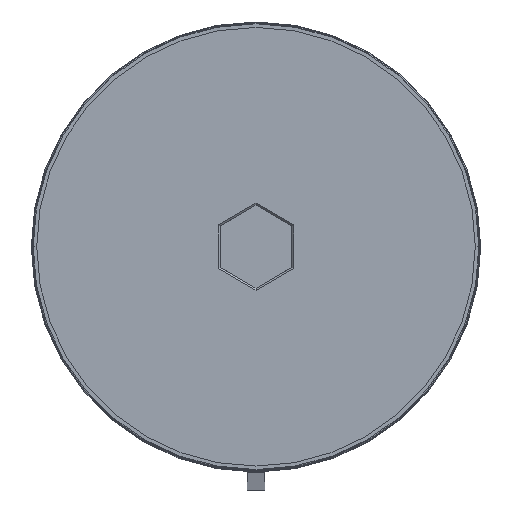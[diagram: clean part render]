
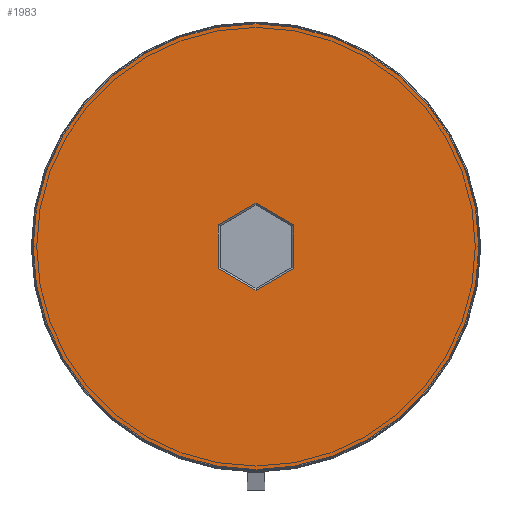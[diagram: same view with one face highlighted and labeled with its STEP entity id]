
A CAD part, top view. The second image highlights one B-rep face of the part: STEP entity #1983.
In plain terms, the highlighted planar face has unit normal (0, 0, 1).
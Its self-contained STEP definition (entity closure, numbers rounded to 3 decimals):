
#21 = LINE ( 'NONE', #1974, #436 ) ;
#39 = CARTESIAN_POINT ( 'NONE',  ( -0.05, 2.396, 0. ) ) ;
#66 = CARTESIAN_POINT ( 'NONE',  ( -2.1, 1.155, 0. ) ) ;
#76 = DIRECTION ( 'NONE',  ( 1., 0., 0. ) ) ;
#118 = EDGE_CURVE ( 'NONE', #1014, #1568, #129, .T. ) ;
#121 = CARTESIAN_POINT ( 'NONE',  ( -2.05, -1.241, 0. ) ) ;
#129 = CIRCLE ( 'NONE', #1595, 12.4 ) ;
#263 = LINE ( 'NONE', #891, #411 ) ;
#325 = ORIENTED_EDGE ( 'NONE', *, *, #2013, .T. ) ;
#361 = CARTESIAN_POINT ( 'NONE',  ( 0., 0., 0. ) ) ;
#367 = FACE_BOUND ( 'NONE', #500, .T. ) ;
#411 = VECTOR ( 'NONE', #443, 1000. ) ;
#415 = EDGE_LOOP ( 'NONE', ( #1513, #601 ) ) ;
#436 = VECTOR ( 'NONE', #486, 1000. ) ;
#443 = DIRECTION ( 'NONE',  ( 0., -1., 0. ) ) ;
#486 = DIRECTION ( 'NONE',  ( 0.866, -0.5, 0. ) ) ;
#489 = CARTESIAN_POINT ( 'NONE',  ( -2.1, -1.212, 0. ) ) ;
#500 = EDGE_LOOP ( 'NONE', ( #868, #2023, #325, #1865, #2043, #660 ) ) ;
#518 = EDGE_CURVE ( 'NONE', #2022, #555, #1709, .T. ) ;
#555 = VERTEX_POINT ( 'NONE', #489 ) ;
#575 = AXIS2_PLACEMENT_3D ( 'NONE', #361, #1688, #76 ) ;
#601 = ORIENTED_EDGE ( 'NONE', *, *, #118, .T. ) ;
#660 = ORIENTED_EDGE ( 'NONE', *, *, #2085, .T. ) ;
#674 = CARTESIAN_POINT ( 'NONE',  ( -2.1, 1.212, 0. ) ) ;
#679 = CARTESIAN_POINT ( 'NONE',  ( 0., 2.425, 0. ) ) ;
#698 = DIRECTION ( 'NONE',  ( 0., 1., 0. ) ) ;
#699 = DIRECTION ( 'NONE',  ( 1., 0., 0. ) ) ;
#710 = VECTOR ( 'NONE', #1090, 1000. ) ;
#745 = CARTESIAN_POINT ( 'NONE',  ( 0.05, -2.396, 0. ) ) ;
#751 = VERTEX_POINT ( 'NONE', #679 ) ;
#827 = PLANE ( 'NONE',  #1675 ) ;
#844 = CIRCLE ( 'NONE', #575, 12.4 ) ;
#868 = ORIENTED_EDGE ( 'NONE', *, *, #1350, .T. ) ;
#891 = CARTESIAN_POINT ( 'NONE',  ( 2.1, -1.155, 0. ) ) ;
#1005 = EDGE_CURVE ( 'NONE', #751, #1510, #21, .T. ) ;
#1014 = VERTEX_POINT ( 'NONE', #1171 ) ;
#1034 = DIRECTION ( 'NONE',  ( 0., 0., 1. ) ) ;
#1087 = EDGE_CURVE ( 'NONE', #1095, #751, #1660, .T. ) ;
#1090 = DIRECTION ( 'NONE',  ( -0.866, -0.5, 0. ) ) ;
#1095 = VERTEX_POINT ( 'NONE', #674 ) ;
#1112 = LINE ( 'NONE', #745, #710 ) ;
#1171 = CARTESIAN_POINT ( 'NONE',  ( -12.4, 0., 0. ) ) ;
#1201 = VECTOR ( 'NONE', #1308, 1000. ) ;
#1308 = DIRECTION ( 'NONE',  ( 0.866, 0.5, 0. ) ) ;
#1342 = CARTESIAN_POINT ( 'NONE',  ( 0., -2.425, 0. ) ) ;
#1350 = EDGE_CURVE ( 'NONE', #1682, #2022, #1112, .T. ) ;
#1510 = VERTEX_POINT ( 'NONE', #1930 ) ;
#1513 = ORIENTED_EDGE ( 'NONE', *, *, #1641, .T. ) ;
#1516 = LINE ( 'NONE', #66, #1944 ) ;
#1526 = DIRECTION ( 'NONE',  ( 0., 0., 1. ) ) ;
#1568 = VERTEX_POINT ( 'NONE', #1999 ) ;
#1595 = AXIS2_PLACEMENT_3D ( 'NONE', #1676, #1526, #699 ) ;
#1597 = VECTOR ( 'NONE', #1697, 1000. ) ;
#1641 = EDGE_CURVE ( 'NONE', #1568, #1014, #844, .T. ) ;
#1660 = LINE ( 'NONE', #39, #1201 ) ;
#1675 = AXIS2_PLACEMENT_3D ( 'NONE', #1822, #1034, #1695 ) ;
#1676 = CARTESIAN_POINT ( 'NONE',  ( 0., 0., 0. ) ) ;
#1682 = VERTEX_POINT ( 'NONE', #1854 ) ;
#1688 = DIRECTION ( 'NONE',  ( 0., 0., 1. ) ) ;
#1695 = DIRECTION ( 'NONE',  ( 1., 0., 0. ) ) ;
#1697 = DIRECTION ( 'NONE',  ( -0.866, 0.5, 0. ) ) ;
#1709 = LINE ( 'NONE', #121, #1597 ) ;
#1822 = CARTESIAN_POINT ( 'NONE',  ( 0., 0., 0. ) ) ;
#1854 = CARTESIAN_POINT ( 'NONE',  ( 2.1, -1.212, 0. ) ) ;
#1865 = ORIENTED_EDGE ( 'NONE', *, *, #1087, .T. ) ;
#1930 = CARTESIAN_POINT ( 'NONE',  ( 2.1, 1.212, 0. ) ) ;
#1944 = VECTOR ( 'NONE', #698, 1000. ) ;
#1965 = FACE_OUTER_BOUND ( 'NONE', #415, .T. ) ;
#1974 = CARTESIAN_POINT ( 'NONE',  ( 2.05, 1.241, 0. ) ) ;
#1983 = ADVANCED_FACE ( 'NONE', ( #1965, #367 ), #827, .T. ) ;
#1999 = CARTESIAN_POINT ( 'NONE',  ( 12.4, 0., 0. ) ) ;
#2013 = EDGE_CURVE ( 'NONE', #555, #1095, #1516, .T. ) ;
#2022 = VERTEX_POINT ( 'NONE', #1342 ) ;
#2023 = ORIENTED_EDGE ( 'NONE', *, *, #518, .T. ) ;
#2043 = ORIENTED_EDGE ( 'NONE', *, *, #1005, .T. ) ;
#2085 = EDGE_CURVE ( 'NONE', #1510, #1682, #263, .T. ) ;
